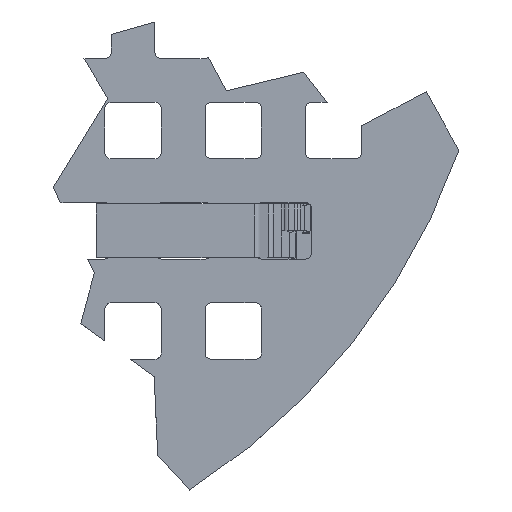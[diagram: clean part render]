
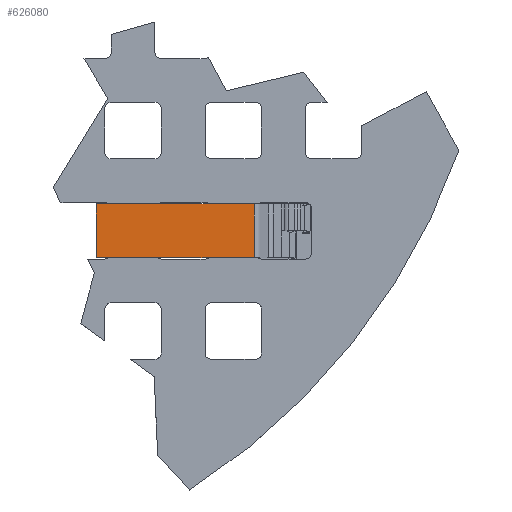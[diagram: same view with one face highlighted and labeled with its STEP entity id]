
A CAD part, top view. The second image highlights one B-rep face of the part: STEP entity #626080.
In plain terms, the highlighted planar face has unit normal (0, 0, 1).
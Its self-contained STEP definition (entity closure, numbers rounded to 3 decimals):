
#625690=CARTESIAN_POINT('',(339.039,-218.455,
1306.833));
#625700=DIRECTION('',(0.,0.,1.));
#625710=DIRECTION('',(0.,-1.,
0.));
#625720=AXIS2_PLACEMENT_3D('',#625690,#625700,#625710);
#625730=PLANE('',#625720);
#625740=CARTESIAN_POINT('',(339.045,-261.455,
1306.833));
#625750=DIRECTION('',(-1.,0.,0.));
#625760=VECTOR('',#625750,1.);
#625770=LINE('',#625740,#625760);
#625780=CARTESIAN_POINT('',(339.045,-261.455,
1306.833));
#625790=VERTEX_POINT('',#625780);
#625800=CARTESIAN_POINT('',(213.045,-261.471,
1306.833));
#625810=VERTEX_POINT('',#625800);
#625820=EDGE_CURVE('',#625790,#625810,#625770,.T.);
#625830=ORIENTED_EDGE('',*,*,#625820,.F.);
#625840=CARTESIAN_POINT('',(213.045,-261.471,
1306.833));
#625850=DIRECTION('',(0.,1.,
0.));
#625860=VECTOR('',#625850,1.);
#625870=LINE('',#625840,#625860);
#625880=CARTESIAN_POINT('',(213.039,-218.471,
1306.833));
#625890=VERTEX_POINT('',#625880);
#625900=EDGE_CURVE('',#625810,#625890,#625870,.T.);
#625910=ORIENTED_EDGE('',*,*,#625900,.F.);
#625920=CARTESIAN_POINT('',(339.039,-218.455,
1306.833));
#625930=DIRECTION('',(-1.,0.,0.));
#625940=VECTOR('',#625930,1.);
#625950=LINE('',#625920,#625940);
#625960=CARTESIAN_POINT('',(339.039,-218.455,
1306.833));
#625970=VERTEX_POINT('',#625960);
#625980=EDGE_CURVE('',#625970,#625890,#625950,.T.);
#625990=ORIENTED_EDGE('',*,*,#625980,.T.);
#626000=CARTESIAN_POINT('',(339.042,-239.955,
1306.833));
#626010=DIRECTION('',(0.,1.,
0.));
#626020=VECTOR('',#626010,1.);
#626030=LINE('',#626000,#626020);
#626040=EDGE_CURVE('',#625790,#625970,#626030,.T.);
#626050=ORIENTED_EDGE('',*,*,#626040,.T.);
#626060=EDGE_LOOP('',(#626050,#625990,#625910,#625830));
#626070=FACE_OUTER_BOUND('',#626060,.T.);
#626080=ADVANCED_FACE('',(#626070),#625730,.T.);
